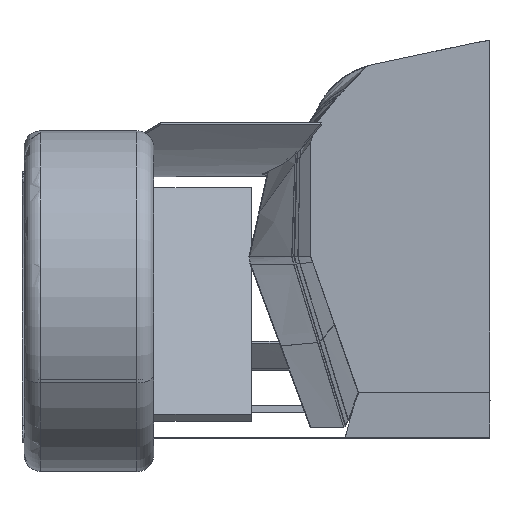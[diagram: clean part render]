
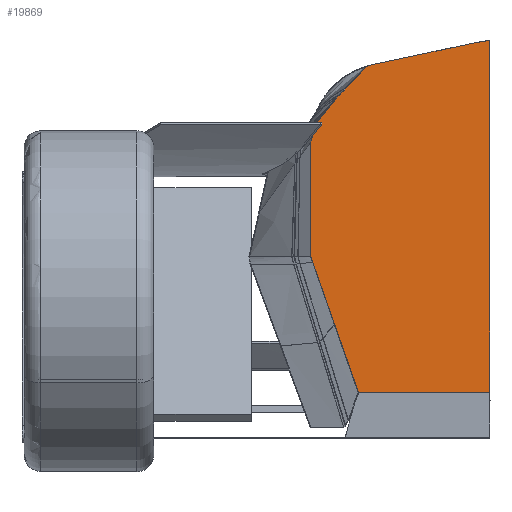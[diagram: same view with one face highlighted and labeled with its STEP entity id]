
A CAD part, left-side view. The second image highlights one B-rep face of the part: STEP entity #19869.
In plain terms, the highlighted planar face has unit normal (-1, 0, 0).
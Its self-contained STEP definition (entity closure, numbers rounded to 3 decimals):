
#19775=CARTESIAN_POINT('Axis2P3D Location',(0.,0.,0.)) ;
#19781=CARTESIAN_POINT('Control Point',(0.,25.162,16.699)) ;
#19782=CARTESIAN_POINT('Control Point',(0.,20.172,17.765)) ;
#19783=CARTESIAN_POINT('Control Point',(0.,15.157,18.715)) ;
#19784=CARTESIAN_POINT('Control Point',(0.,10.121,19.546)) ;
#19785=CARTESIAN_POINT('Control Point',(0.,5.068,20.259)) ;
#19786=CARTESIAN_POINT('Control Point',(0.,0.,20.854)) ;
#19787=CARTESIAN_POINT('Vertex',(0.,25.162,16.699)) ;
#19789=CARTESIAN_POINT('Vertex',(0.,0.,20.854)) ;
#19792=CARTESIAN_POINT('Line Origine',(0.,100.291,0.641)) ;
#19796=CARTESIAN_POINT('Vertex',(0.,175.42,-15.417)) ;
#19800=CARTESIAN_POINT('Control Point',(0.,269.04,-125.823)) ;
#19801=CARTESIAN_POINT('Control Point',(0.,268.521,-114.635)) ;
#19802=CARTESIAN_POINT('Control Point',(0.,266.68,-103.508)) ;
#19803=CARTESIAN_POINT('Control Point',(0.,263.527,-92.651)) ;
#19804=CARTESIAN_POINT('Control Point',(0.,254.716,-71.887)) ;
#19805=CARTESIAN_POINT('Control Point',(0.,241.31,-53.748)) ;
#19806=CARTESIAN_POINT('Control Point',(0.,233.561,-45.515)) ;
#19807=CARTESIAN_POINT('Control Point',(0.,218.163,-32.624)) ;
#19808=CARTESIAN_POINT('Control Point',(0.,200.468,-23.244)) ;
#19809=CARTESIAN_POINT('Control Point',(0.,192.352,-19.86)) ;
#19810=CARTESIAN_POINT('Control Point',(0.,183.97,-17.244)) ;
#19811=CARTESIAN_POINT('Control Point',(0.,175.42,-15.417)) ;
#19812=CARTESIAN_POINT('Vertex',(0.,269.04,-125.823)) ;
#19815=CARTESIAN_POINT('Line Origine',(0.,269.04,-210.751)) ;
#19819=CARTESIAN_POINT('Vertex',(0.,269.04,-295.678)) ;
#19823=CARTESIAN_POINT('Control Point',(0.,266.849,-308.523)) ;
#19824=CARTESIAN_POINT('Control Point',(0.,267.717,-306.052)) ;
#19825=CARTESIAN_POINT('Control Point',(0.,268.376,-303.509)) ;
#19826=CARTESIAN_POINT('Control Point',(0.,268.819,-300.915)) ;
#19827=CARTESIAN_POINT('Control Point',(0.,269.04,-298.297)) ;
#19828=CARTESIAN_POINT('Control Point',(0.,269.04,-295.678)) ;
#19829=CARTESIAN_POINT('Vertex',(0.,266.849,-308.523)) ;
#19832=CARTESIAN_POINT('Line Origine',(0.,232.179,-407.201)) ;
#19836=CARTESIAN_POINT('Vertex',(0.,197.508,-505.879)) ;
#19839=CARTESIAN_POINT('Line Origine',(0.,195.501,-511.589)) ;
#19843=CARTESIAN_POINT('Vertex',(0.,193.495,-517.3)) ;
#19846=CARTESIAN_POINT('Line Origine',(0.,96.747,-517.3)) ;
#19850=CARTESIAN_POINT('Vertex',(0.,0.,-517.3)) ;
#19853=CARTESIAN_POINT('Line Origine',(0.,0.,-248.223)) ;
#19776=DIRECTION('Axis2P3D Direction',(1.,0.,0.)) ;
#19777=DIRECTION('Axis2P3D XDirection',(0.,1.,0.)) ;
#19793=DIRECTION('Vector Direction',(0.,0.978,-0.209)) ;
#19816=DIRECTION('Vector Direction',(0.,0.,-1.)) ;
#19833=DIRECTION('Vector Direction',(0.,-0.331,-0.943)) ;
#19840=DIRECTION('Vector Direction',(0.,-0.331,-0.943)) ;
#19847=DIRECTION('Vector Direction',(0.,-1.,0.)) ;
#19854=DIRECTION('Vector Direction',(0.,0.,1.)) ;
#19778=AXIS2_PLACEMENT_3D('Plane Axis2P3D',#19775,#19776,#19777) ;
#19859=ORIENTED_EDGE('',*,*,#19791,.F.) ;
#19860=ORIENTED_EDGE('',*,*,#19798,.F.) ;
#19861=ORIENTED_EDGE('',*,*,#19814,.F.) ;
#19862=ORIENTED_EDGE('',*,*,#19821,.F.) ;
#19863=ORIENTED_EDGE('',*,*,#19831,.F.) ;
#19864=ORIENTED_EDGE('',*,*,#19838,.F.) ;
#19865=ORIENTED_EDGE('',*,*,#19845,.F.) ;
#19866=ORIENTED_EDGE('',*,*,#19852,.F.) ;
#19867=ORIENTED_EDGE('',*,*,#19857,.F.) ;
#19794=VECTOR('Line Direction',#19793,1.) ;
#19817=VECTOR('Line Direction',#19816,1.) ;
#19834=VECTOR('Line Direction',#19833,1.) ;
#19841=VECTOR('Line Direction',#19840,1.) ;
#19848=VECTOR('Line Direction',#19847,1.) ;
#19855=VECTOR('Line Direction',#19854,1.) ;
#19869=ADVANCED_FACE('',(#19868),#19779,.F.) ;
#19780=B_SPLINE_CURVE_WITH_KNOTS('',5,(#19781,#19782,#19783,#19784,#19785,#19786),.UNSPECIFIED.,.F.,.U.,(6,6),(0.,36.079),.UNSPECIFIED.) ;
#19799=B_SPLINE_CURVE_WITH_KNOTS('',5,(#19800,#19801,#19802,#19803,#19804,#19805,#19806,#19807,#19808,#19809,#19810,#19811),.UNSPECIFIED.,.F.,.U.,(6,3,3,6),(0.,79.196,158.391,220.214),.UNSPECIFIED.) ;
#19822=B_SPLINE_CURVE_WITH_KNOTS('',5,(#19823,#19824,#19825,#19826,#19827,#19828),.UNSPECIFIED.,.F.,.U.,(6,6),(0.,18.515),.UNSPECIFIED.) ;
#19791=EDGE_CURVE('',#19788,#19790,#19780,.T.) ;
#19798=EDGE_CURVE('',#19797,#19788,#19795,.F.) ;
#19814=EDGE_CURVE('',#19813,#19797,#19799,.T.) ;
#19821=EDGE_CURVE('',#19820,#19813,#19818,.F.) ;
#19831=EDGE_CURVE('',#19830,#19820,#19822,.T.) ;
#19838=EDGE_CURVE('',#19837,#19830,#19835,.F.) ;
#19845=EDGE_CURVE('',#19844,#19837,#19842,.F.) ;
#19852=EDGE_CURVE('',#19851,#19844,#19849,.F.) ;
#19857=EDGE_CURVE('',#19790,#19851,#19856,.F.) ;
#19858=EDGE_LOOP('',(#19859,#19860,#19861,#19862,#19863,#19864,#19865,#19866,#19867)) ;
#19868=FACE_OUTER_BOUND('',#19858,.T.) ;
#19795=LINE('Line',#19792,#19794) ;
#19818=LINE('Line',#19815,#19817) ;
#19835=LINE('Line',#19832,#19834) ;
#19842=LINE('Line',#19839,#19841) ;
#19849=LINE('Line',#19846,#19848) ;
#19856=LINE('Line',#19853,#19855) ;
#19779=PLANE('Plane',#19778) ;
#19788=VERTEX_POINT('',#19787) ;
#19790=VERTEX_POINT('',#19789) ;
#19797=VERTEX_POINT('',#19796) ;
#19813=VERTEX_POINT('',#19812) ;
#19820=VERTEX_POINT('',#19819) ;
#19830=VERTEX_POINT('',#19829) ;
#19837=VERTEX_POINT('',#19836) ;
#19844=VERTEX_POINT('',#19843) ;
#19851=VERTEX_POINT('',#19850) ;
